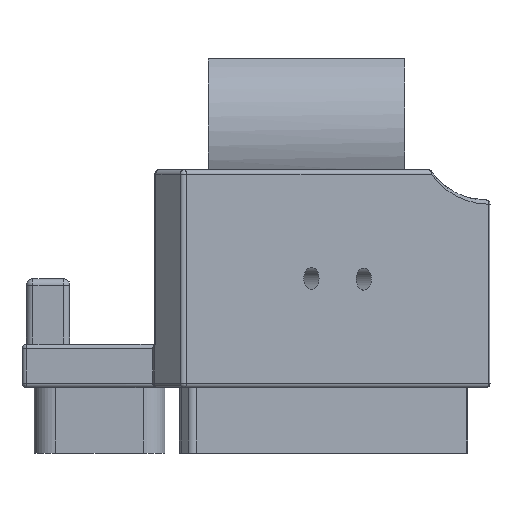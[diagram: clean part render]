
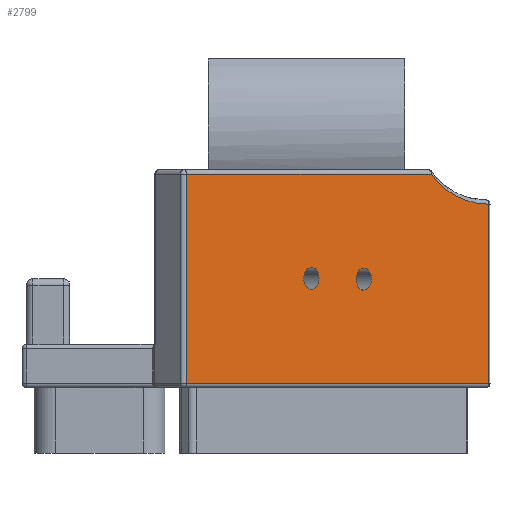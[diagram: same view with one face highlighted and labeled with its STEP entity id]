
A CAD part, front view. The second image highlights one B-rep face of the part: STEP entity #2799.
In plain terms, the highlighted planar face has unit normal (0.707, -0.707, 0).
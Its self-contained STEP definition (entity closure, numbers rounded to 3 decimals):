
#32=ELLIPSE('',#3085,4.525,3.2);
#50=FACE_BOUND('',#966,.T.);
#51=FACE_BOUND('',#967,.T.);
#105=PLANE('',#3101);
#319=LINE('',#4968,#548);
#320=LINE('',#4972,#549);
#321=LINE('',#4974,#550);
#322=LINE('',#4975,#551);
#548=VECTOR('',#3849,10.);
#549=VECTOR('',#3854,10.);
#550=VECTOR('',#3855,10.);
#551=VECTOR('',#3856,10.);
#789=FACE_OUTER_BOUND('',#965,.T.);
#965=EDGE_LOOP('',(#2399,#2400,#2401,#2402,#2403));
#966=EDGE_LOOP('',(#2404));
#967=EDGE_LOOP('',(#2405));
#1112=CIRCLE('',#3054,0.5);
#1114=CIRCLE('',#3057,0.5);
#1357=VERTEX_POINT('',#4821);
#1359=VERTEX_POINT('',#4827);
#1372=VERTEX_POINT('',#4930);
#1374=VERTEX_POINT('',#4934);
#1381=VERTEX_POINT('',#4967);
#1382=VERTEX_POINT('',#4971);
#1383=VERTEX_POINT('',#4973);
#1698=EDGE_CURVE('',#1357,#1357,#1112,.T.);
#1701=EDGE_CURVE('',#1359,#1359,#1114,.T.);
#1727=EDGE_CURVE('',#1374,#1372,#32,.T.);
#1743=EDGE_CURVE('',#1372,#1381,#319,.T.);
#1745=EDGE_CURVE('',#1382,#1374,#320,.T.);
#1746=EDGE_CURVE('',#1383,#1382,#321,.T.);
#1747=EDGE_CURVE('',#1381,#1383,#322,.T.);
#2399=ORIENTED_EDGE('',*,*,#1727,.F.);
#2400=ORIENTED_EDGE('',*,*,#1745,.F.);
#2401=ORIENTED_EDGE('',*,*,#1746,.F.);
#2402=ORIENTED_EDGE('',*,*,#1747,.F.);
#2403=ORIENTED_EDGE('',*,*,#1743,.F.);
#2404=ORIENTED_EDGE('',*,*,#1698,.T.);
#2405=ORIENTED_EDGE('',*,*,#1701,.T.);
#2799=ADVANCED_FACE('',(#789,#50,#51),#105,.T.);
#3054=AXIS2_PLACEMENT_3D('',#4822,#3741,#3742);
#3057=AXIS2_PLACEMENT_3D('',#4828,#3748,#3749);
#3085=AXIS2_PLACEMENT_3D('',#4936,#3809,#3810);
#3101=AXIS2_PLACEMENT_3D('',#4970,#3852,#3853);
#3741=DIRECTION('center_axis',(-0.707,0.707,0.));
#3742=DIRECTION('ref_axis',(0.707,0.707,0.));
#3748=DIRECTION('center_axis',(-0.707,0.707,0.));
#3749=DIRECTION('ref_axis',(0.707,0.707,0.));
#3809=DIRECTION('center_axis',(0.707,-0.707,0.));
#3810=DIRECTION('ref_axis',(-0.707,-0.707,0.));
#3849=DIRECTION('',(0.,0.,-1.));
#3852=DIRECTION('center_axis',(0.707,-0.707,0.));
#3853=DIRECTION('ref_axis',(0.707,0.707,0.));
#3854=DIRECTION('',(0.707,0.707,0.));
#3855=DIRECTION('',(0.,0.,1.));
#3856=DIRECTION('',(-0.707,-0.707,0.));
#4821=CARTESIAN_POINT('',(8.772,-6.228,83.357));
#4822=CARTESIAN_POINT('Origin',(9.126,-5.874,83.357));
#4827=CARTESIAN_POINT('',(6.369,-8.631,83.4));
#4828=CARTESIAN_POINT('Origin',(6.722,-8.278,83.4));
#4930=CARTESIAN_POINT('',(14.859,-0.141,86.8));
#4934=CARTESIAN_POINT('',(12.227,-2.773,88.18));
#4936=CARTESIAN_POINT('Origin',(14.859,-0.141,90.));
#4967=CARTESIAN_POINT('',(14.859,-0.141,78.58));
#4968=CARTESIAN_POINT('',(14.859,-0.141,78.38));
#4970=CARTESIAN_POINT('Origin',(0.858,-14.142,78.38));
#4971=CARTESIAN_POINT('',(0.999,-14.001,88.18));
#4972=CARTESIAN_POINT('',(5.984,-9.016,88.18));
#4973=CARTESIAN_POINT('',(0.999,-14.001,78.58));
#4974=CARTESIAN_POINT('',(0.999,-14.001,78.38));
#4975=CARTESIAN_POINT('',(5.984,-9.016,78.58));
